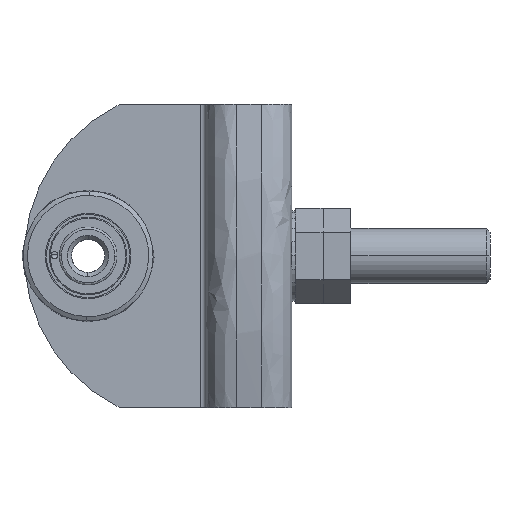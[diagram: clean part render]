
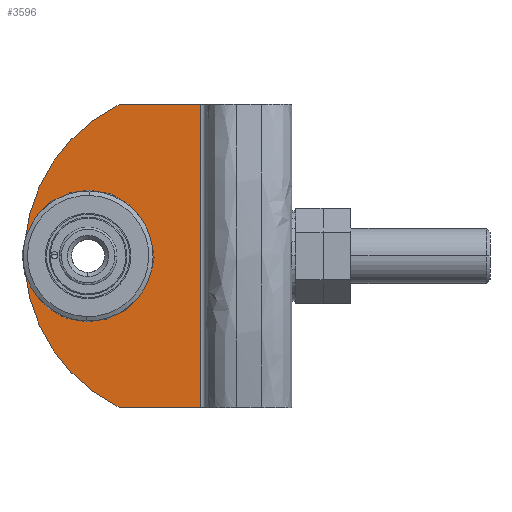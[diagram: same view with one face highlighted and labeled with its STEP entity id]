
A CAD part, left-side view. The second image highlights one B-rep face of the part: STEP entity #3596.
In plain terms, the highlighted planar face has unit normal (-1, 0, 0).
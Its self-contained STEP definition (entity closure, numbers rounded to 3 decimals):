
#136 = ORIENTED_EDGE ( 'NONE', *, *, #401, .F. ) ;
#215 = EDGE_CURVE ( 'NONE', #10942, #6426, #17348, .T. ) ;
#329 = DIRECTION ( 'NONE',  ( -1., 0., 0. ) ) ;
#401 = EDGE_CURVE ( 'NONE', #8477, #11415, #11843, .T. ) ;
#482 = CARTESIAN_POINT ( 'NONE',  ( -18.269, 28.188, -69.907 ) ) ;
#603 = DIRECTION ( 'NONE',  ( 1., 0., 0. ) ) ;
#814 = VECTOR ( 'NONE', #9728, 1000. ) ;
#1093 = CARTESIAN_POINT ( 'NONE',  ( -18.269, 69.586, -4.907 ) ) ;
#1470 = DIRECTION ( 'NONE',  ( 0., 0., 1. ) ) ;
#1518 = CARTESIAN_POINT ( 'NONE',  ( -18.269, 16.745, -4.907 ) ) ;
#1626 = VECTOR ( 'NONE', #3808, 1000. ) ;
#1687 = DIRECTION ( 'NONE',  ( -1., 0., 0. ) ) ;
#2415 = CARTESIAN_POINT ( 'NONE',  ( -18.269, 47.074, 40.093 ) ) ;
#2678 = EDGE_CURVE ( 'NONE', #5548, #16024, #7221, .T. ) ;
#2972 = CARTESIAN_POINT ( 'NONE',  ( -18.269, 47.074, 35.093 ) ) ;
#3255 = CARTESIAN_POINT ( 'NONE',  ( -18.269, 16.745, 40.093 ) ) ;
#3316 = AXIS2_PLACEMENT_3D ( 'NONE', #13896, #7169, #5601 ) ;
#3428 = EDGE_CURVE ( 'NONE', #10942, #11415, #12865, .T. ) ;
#3447 = DIRECTION ( 'NONE',  ( 0., 0., 1. ) ) ;
#3596 = ADVANCED_FACE ( 'NONE', ( #10035, #16966 ), #16998, .T. ) ;
#3746 = AXIS2_PLACEMENT_3D ( 'NONE', #2972, #13969, #5728 ) ;
#3808 = DIRECTION ( 'NONE',  ( 0., 1., 0. ) ) ;
#4172 = CARTESIAN_POINT ( 'NONE',  ( -18.269, 49.34, -69.364 ) ) ;
#4479 = CARTESIAN_POINT ( 'NONE',  ( -18.269, 47.074, 40.093 ) ) ;
#4535 = CARTESIAN_POINT ( 'NONE',  ( -18.269, 28.188, 40.093 ) ) ;
#4572 = B_SPLINE_CURVE_WITH_KNOTS ( 'NONE', 3,
 ( #5938, #8718, #482, #10407 ),
 .UNSPECIFIED., .F., .F.,
 ( 4, 4 ),
 ( 0.533, 0.969 ),
 .UNSPECIFIED. ) ;
#5040 = CARTESIAN_POINT ( 'NONE',  ( -18.269, 49.34, 39.55 ) ) ;
#5098 = CARTESIAN_POINT ( 'NONE',  ( -18.269, 49.705, -24.907 ) ) ;
#5365 = AXIS2_PLACEMENT_3D ( 'NONE', #3255, #329, #14276 ) ;
#5548 = VERTEX_POINT ( 'NONE', #5098 ) ;
#5580 = CARTESIAN_POINT ( 'NONE',  ( -18.269, 69.586, -24.907 ) ) ;
#5601 = DIRECTION ( 'NONE',  ( 0., 0., 1. ) ) ;
#5698 = EDGE_LOOP ( 'NONE', ( #136, #10918, #10680, #8175, #13423, #6013 ) ) ;
#5705 = ORIENTED_EDGE ( 'NONE', *, *, #10190, .F. ) ;
#5728 = DIRECTION ( 'NONE',  ( 0., 0., 1. ) ) ;
#5796 = CARTESIAN_POINT ( 'NONE',  ( -18.269, 37.631, 40.093 ) ) ;
#5938 = CARTESIAN_POINT ( 'NONE',  ( -18.269, 47.074, -69.907 ) ) ;
#6013 = ORIENTED_EDGE ( 'NONE', *, *, #3428, .T. ) ;
#6426 = VERTEX_POINT ( 'NONE', #16843 ) ;
#6681 = ORIENTED_EDGE ( 'NONE', *, *, #15515, .F. ) ;
#6810 = CARTESIAN_POINT ( 'NONE',  ( -18.269, 47.074, -69.907 ) ) ;
#7169 = DIRECTION ( 'NONE',  ( -1., 0., 0. ) ) ;
#7221 = LINE ( 'NONE', #12098, #1626 ) ;
#7248 = CIRCLE ( 'NONE', #3316, 5. ) ;
#8083 = ORIENTED_EDGE ( 'NONE', *, *, #10287, .F. ) ;
#8116 = LINE ( 'NONE', #1518, #814 ) ;
#8175 = ORIENTED_EDGE ( 'NONE', *, *, #14382, .T. ) ;
#8477 = VERTEX_POINT ( 'NONE', #4172 ) ;
#8718 = CARTESIAN_POINT ( 'NONE',  ( -18.269, 37.631, -69.907 ) ) ;
#8761 = DIRECTION ( 'NONE',  ( 0., 0., 1. ) ) ;
#8826 = CARTESIAN_POINT ( 'NONE',  ( -18.269, 21.655, -14.907 ) ) ;
#9235 = LINE ( 'NONE', #14398, #11846 ) ;
#9728 = DIRECTION ( 'NONE',  ( 0., 1., 0. ) ) ;
#10035 = FACE_BOUND ( 'NONE', #12894, .T. ) ;
#10190 = EDGE_CURVE ( 'NONE', #5548, #17637, #15223, .T. ) ;
#10287 = EDGE_CURVE ( 'NONE', #15907, #16024, #15999, .T. ) ;
#10407 = CARTESIAN_POINT ( 'NONE',  ( -18.269, 18.745, -69.907 ) ) ;
#10680 = ORIENTED_EDGE ( 'NONE', *, *, #16860, .T. ) ;
#10918 = ORIENTED_EDGE ( 'NONE', *, *, #15584, .T. ) ;
#10942 = VERTEX_POINT ( 'NONE', #2415 ) ;
#11370 = DIRECTION ( 'NONE',  ( 0., 0., 1. ) ) ;
#11415 = VERTEX_POINT ( 'NONE', #5040 ) ;
#11843 = CIRCLE ( 'NONE', #12953, 61.091 ) ;
#11846 = VECTOR ( 'NONE', #3447, 1000. ) ;
#12098 = CARTESIAN_POINT ( 'NONE',  ( -18.269, 16.745, -24.907 ) ) ;
#12252 = AXIS2_PLACEMENT_3D ( 'NONE', #15433, #15255, #1470 ) ;
#12263 = CARTESIAN_POINT ( 'NONE',  ( -18.269, 18.745, -69.907 ) ) ;
#12865 = CIRCLE ( 'NONE', #3746, 5. ) ;
#12894 = EDGE_LOOP ( 'NONE', ( #5705, #14872, #8083, #6681 ) ) ;
#12953 = AXIS2_PLACEMENT_3D ( 'NONE', #8826, #603, #8761 ) ;
#13180 = VERTEX_POINT ( 'NONE', #12263 ) ;
#13406 = CARTESIAN_POINT ( 'NONE',  ( -18.269, 49.705, -4.907 ) ) ;
#13423 = ORIENTED_EDGE ( 'NONE', *, *, #215, .F. ) ;
#13896 = CARTESIAN_POINT ( 'NONE',  ( -18.269, 47.074, -64.907 ) ) ;
#13969 = DIRECTION ( 'NONE',  ( -1., 0., 0. ) ) ;
#14222 = CARTESIAN_POINT ( 'NONE',  ( -18.269, 18.745, 40.093 ) ) ;
#14276 = DIRECTION ( 'NONE',  ( 0., 1., 0. ) ) ;
#14382 = EDGE_CURVE ( 'NONE', #13180, #6426, #9235, .T. ) ;
#14398 = CARTESIAN_POINT ( 'NONE',  ( -18.269, 18.745, 40.093 ) ) ;
#14872 = ORIENTED_EDGE ( 'NONE', *, *, #2678, .T. ) ;
#15223 = CIRCLE ( 'NONE', #12252, 14.1 ) ;
#15255 = DIRECTION ( 'NONE',  ( -1., 0., 0. ) ) ;
#15433 = CARTESIAN_POINT ( 'NONE',  ( -18.269, 59.645, -14.907 ) ) ;
#15469 = VERTEX_POINT ( 'NONE', #6810 ) ;
#15515 = EDGE_CURVE ( 'NONE', #17637, #15907, #8116, .T. ) ;
#15584 = EDGE_CURVE ( 'NONE', #8477, #15469, #7248, .T. ) ;
#15665 = CARTESIAN_POINT ( 'NONE',  ( -18.269, 59.645, -14.907 ) ) ;
#15907 = VERTEX_POINT ( 'NONE', #1093 ) ;
#15999 = CIRCLE ( 'NONE', #16193, 14.1 ) ;
#16024 = VERTEX_POINT ( 'NONE', #5580 ) ;
#16193 = AXIS2_PLACEMENT_3D ( 'NONE', #15665, #1687, #11370 ) ;
#16843 = CARTESIAN_POINT ( 'NONE',  ( -18.269, 18.745, 40.093 ) ) ;
#16860 = EDGE_CURVE ( 'NONE', #15469, #13180, #4572, .T. ) ;
#16966 = FACE_OUTER_BOUND ( 'NONE', #5698, .T. ) ;
#16998 = PLANE ( 'NONE',  #5365 ) ;
#17348 = B_SPLINE_CURVE_WITH_KNOTS ( 'NONE', 3,
 ( #4479, #5796, #4535, #14222 ),
 .UNSPECIFIED., .F., .F.,
 ( 4, 4 ),
 ( 0.533, 0.969 ),
 .UNSPECIFIED. ) ;
#17637 = VERTEX_POINT ( 'NONE', #13406 ) ;
